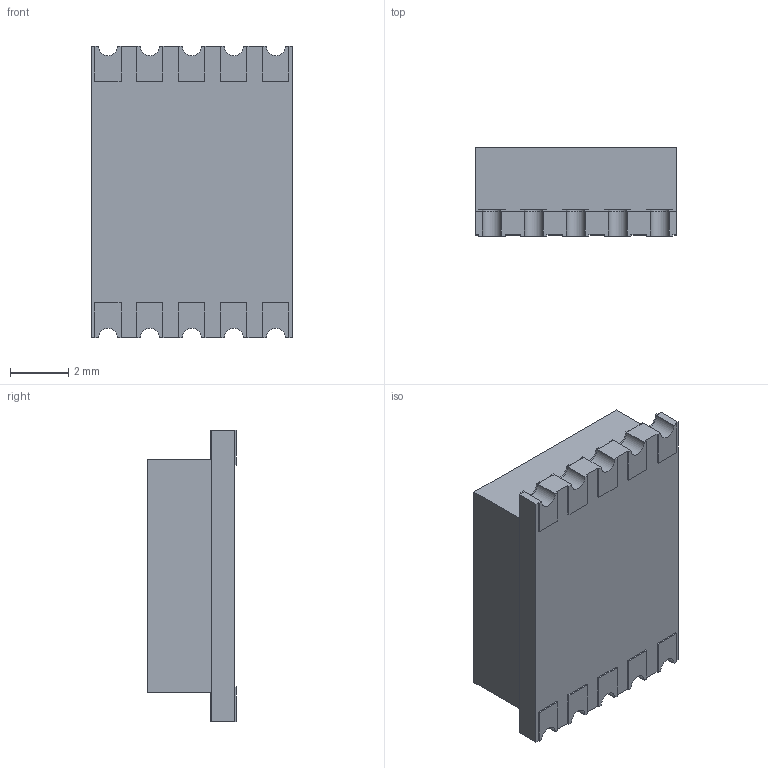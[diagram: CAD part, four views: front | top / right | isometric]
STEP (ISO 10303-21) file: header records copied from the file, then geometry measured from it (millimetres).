
FILE_DESCRIPTION (( 'STEP AP214' ), '1' );
FILE_NAME ('User Library-GS-S2011AB.STEP', '2019-02-18T18:22:47', ( '' ), ( '' ), 'SwSTEP 2.0', 'SolidWorks 2019', '' );
FILE_SCHEMA (( 'AUTOMOTIVE_DESIGN' ));
Length unit declared in the file: millimetre
Products named in the file (1): User Library-GS-S2011AB
Bounding box: 6.91 x 3.05 x 10 mm (x, y, z)
Volume: 175.7 mm3; surface area: 362 mm2
Topology: 12 solids, 12 shells, 349 faces, 909 edges, 606 vertices
Faces by surface type: plane 259, bspline 58, cylinder 32
Entity records: 17915 total; most frequent: CARTESIAN_POINT 5731, ORIENTED_EDGE 1818, DIRECTION 1441, EDGE_CURVE 909, LINE 729, VECTOR 729, VERTEX_POINT 606, EDGE_LOOP 371
